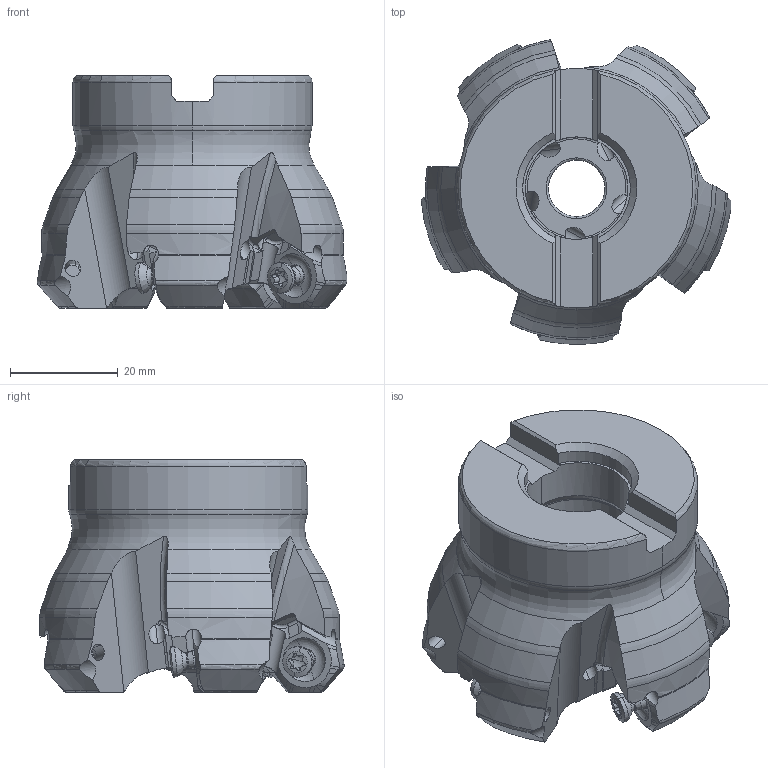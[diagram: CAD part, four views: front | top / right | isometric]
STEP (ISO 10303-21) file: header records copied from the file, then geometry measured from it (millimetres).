
FILE_DESCRIPTION(/* description */ (''),/* implementation_level */ '2;1');
FILE_NAME(/* name */ 'AHX440SUR0205AA.stp',/* time_stamp */ '2017-10-20T17:32:43+09:00',/* author */ (''),/* organization */ (''),/* preprocessor_version */ 'ST-DEVELOPER v16',/* originating_system */ 'SIEMENS PLM Software NX 10.0',/* authorisation */ '');
FILE_SCHEMA (('AUTOMOTIVE_DESIGN { 1 0 10303 214 3 1 1 1 }'));
Length unit declared in the file: millimetre
Products named in the file (1): AHX440SUR0205AA_ASM
Bounding box: 57.59 x 56.62 x 43.3 mm (x, y, z)
Volume: 55471.7 mm3; surface area: 15581.5 mm2
Topology: 6 solids, 6 shells, 687 faces, 1991 edges, 1307 vertices
Faces by surface type: cylinder 277, plane 161, torus 126, cone 63, extrusion 30, bspline 20, sphere 10
Entity records: 28943 total; most frequent: CARTESIAN_POINT 11262, ORIENTED_EDGE 3962, DIRECTION 3452, EDGE_CURVE 1981, AXIS2_PLACEMENT_3D 1445, VERTEX_POINT 1307, EDGE_LOOP 710, B_SPLINE_CURVE_WITH_KNOTS 699
